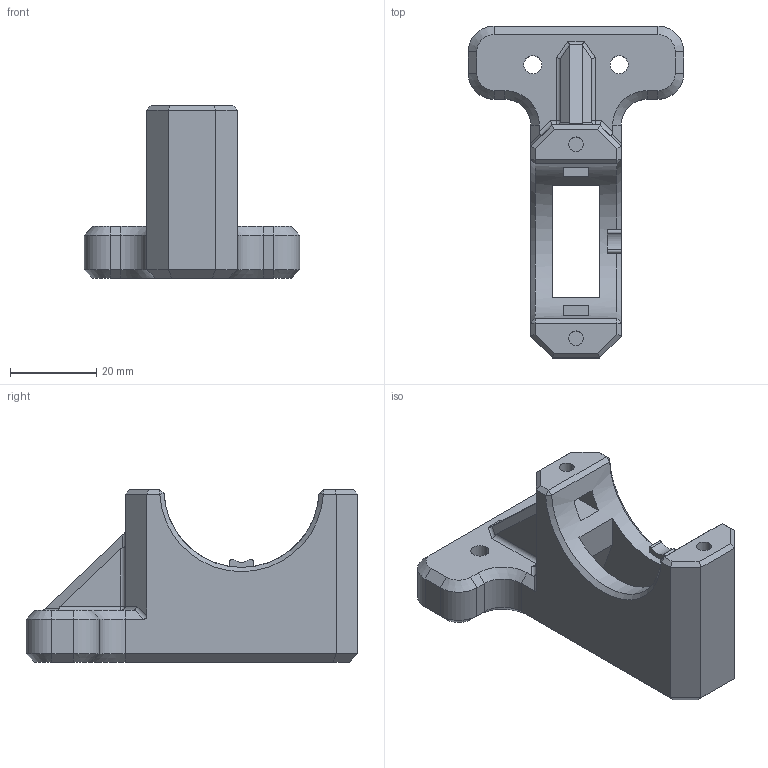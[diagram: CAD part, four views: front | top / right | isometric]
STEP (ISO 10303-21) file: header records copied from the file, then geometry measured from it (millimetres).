
FILE_DESCRIPTION (( 'STEP AP203' ), '1' );
FILE_NAME ('BondTechBracket.STEP', '2016-03-23T19:47:23', ( '' ), ( '' ), 'SwSTEP 2.0', 'SolidWorks 2015', '' );
FILE_SCHEMA (( 'CONFIG_CONTROL_DESIGN' ));
Length unit declared in the file: millimetre
Products named in the file (1): BondTechBracket
Bounding box: 50 x 77 x 40 mm (x, y, z)
Volume: 35394.1 mm3; surface area: 12052.2 mm2
Topology: 1 solids, 1 shells, 137 faces, 339 edges, 206 vertices
Faces by surface type: plane 82, cylinder 38, cone 15, sphere 2
Entity records: 4055 total; most frequent: CARTESIAN_POINT 759, ORIENTED_EDGE 674, DIRECTION 660, EDGE_CURVE 337, LINE 238, VECTOR 238, AXIS2_PLACEMENT_3D 211, VERTEX_POINT 206
